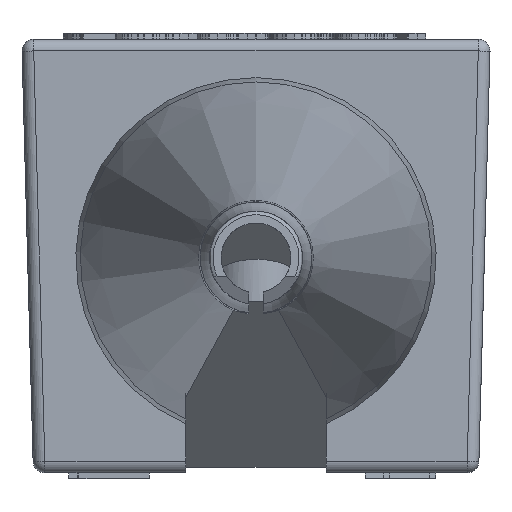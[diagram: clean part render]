
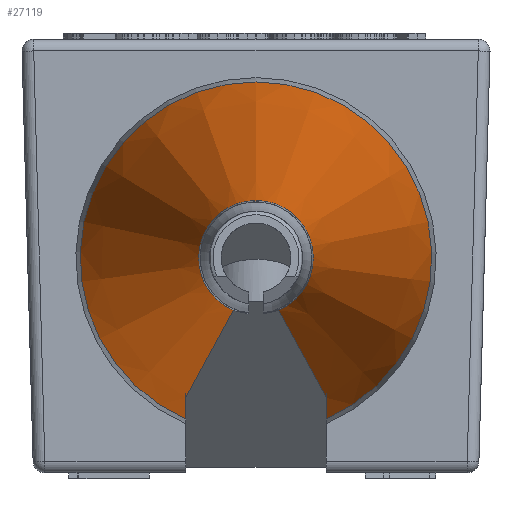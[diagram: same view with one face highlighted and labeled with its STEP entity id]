
A CAD part, front view. The second image highlights one B-rep face of the part: STEP entity #27119.
In plain terms, the highlighted conical face has half-angle 9.853 degrees and reference radius 1.99 mm.
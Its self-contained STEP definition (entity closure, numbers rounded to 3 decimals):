
#437=CARTESIAN_POINT('',(1.2,-16.111,-2.751));
#648=CARTESIAN_POINT('',(-1.2,-16.111,-2.751));
#6987=CARTESIAN_POINT('',(0.,-16.111,0.));
#6988=DIRECTION('',(0.,-1.,0.));
#6989=DIRECTION('',(0.4,0.,-0.917));
#6990=AXIS2_PLACEMENT_3D('',#6987,#6988,#6989);
#6997=CARTESIAN_POINT('',(1.2,-18.,-2.389));
#6998=CARTESIAN_POINT('',(1.2,-17.797,-2.428));
#6999=CARTESIAN_POINT('',(1.2,-17.387,-2.507));
#7000=CARTESIAN_POINT('',(1.2,-16.757,-2.628));
#7001=CARTESIAN_POINT('',(1.2,-16.328,-2.71));
#7002=CARTESIAN_POINT('',(1.2,-16.111,-2.751));
#7004=CARTESIAN_POINT('',(0.389,-27.76,-0.897));
#7005=CARTESIAN_POINT('',(0.47,-26.792,
-1.046));
#7006=CARTESIAN_POINT('',(0.637,-24.777,
-1.354));
#7007=CARTESIAN_POINT('',(0.908,-21.52,
-1.851));
#7008=CARTESIAN_POINT('',(1.1,-19.199,
-2.206));
#7009=CARTESIAN_POINT('',(1.2,-18.,-2.389));
#7011=CARTESIAN_POINT('',(-1.2,-18.,-2.389));
#7012=CARTESIAN_POINT('',(-1.102,-19.183,
-2.208));
#7013=CARTESIAN_POINT('',(-0.911,-21.483,
-1.857));
#7014=CARTESIAN_POINT('',(-0.64,-24.741,
-1.359));
#7015=CARTESIAN_POINT('',(-0.471,-26.776,
-1.048));
#7016=CARTESIAN_POINT('',(-0.389,-27.76,-0.897));
#7018=CARTESIAN_POINT('',(-1.2,-16.111,-2.751));
#7019=CARTESIAN_POINT('',(-1.2,-16.328,-2.71));
#7020=CARTESIAN_POINT('',(-1.2,-16.757,-2.628));
#7021=CARTESIAN_POINT('',(-1.2,-17.387,-2.507));
#7022=CARTESIAN_POINT('',(-1.2,-17.797,-2.428));
#7023=CARTESIAN_POINT('',(-1.2,-18.,-2.389));
#7038=CARTESIAN_POINT('',(0.,-27.76,0.));
#7039=DIRECTION('',(0.,1.,0.));
#7040=DIRECTION('',(-0.398,0.,-0.917));
#7041=AXIS2_PLACEMENT_3D('',#7038,#7039,#7040);
#14140=CARTESIAN_POINT('',(1.2,-18.,-2.389));
#14142=VERTEX_POINT('',#14140);
#14144=CARTESIAN_POINT('',(-1.2,-18.,-2.389));
#14146=VERTEX_POINT('',#14144);
#14615=VERTEX_POINT('',#7016);
#14616=VERTEX_POINT('',#7004);
#14619=VERTEX_POINT('',#648);
#14620=VERTEX_POINT('',#437);
#27105=CARTESIAN_POINT('',(0.,-21.935,0.));
#27106=DIRECTION('',(0.,1.,0.));
#27107=DIRECTION('',(0.,0.,1.));
#27108=AXIS2_PLACEMENT_3D('',#27105,#27106,#27107);
#27109=CONICAL_SURFACE('',#27108,1.99,9.853);
#27110=ORIENTED_EDGE('',*,*,#27097,.F.);
#27111=ORIENTED_EDGE('',*,*,#18752,.F.);
#27112=ORIENTED_EDGE('',*,*,#18794,.F.);
#27114=ORIENTED_EDGE('',*,*,#27113,.F.);
#27115=ORIENTED_EDGE('',*,*,#18973,.F.);
#27116=ORIENTED_EDGE('',*,*,#19019,.F.);
#27117=EDGE_LOOP('',(#27110,#27111,#27112,#27114,#27115,#27116));
#27118=FACE_OUTER_BOUND('',#27117,.F.);
#27119=ADVANCED_FACE('',(#27118),#27109,.T.);
#6991=CIRCLE('',#6990,3.001);
#7003=B_SPLINE_CURVE_WITH_KNOTS('',3,(#6997,#6998,#6999,#7000,#7001,#7002),
.UNSPECIFIED.,.F.,.F.,(4,1,1,4),(0.,0.333,0.667,1.),
.UNSPECIFIED.);
#7010=B_SPLINE_CURVE_WITH_KNOTS('',3,(#7004,#7005,#7006,#7007,#7008,#7009),
.UNSPECIFIED.,.F.,.F.,(4,1,1,4),(0.,0.333,0.667,1.),
.UNSPECIFIED.);
#7017=B_SPLINE_CURVE_WITH_KNOTS('',3,(#7011,#7012,#7013,#7014,#7015,#7016),
.UNSPECIFIED.,.F.,.F.,(4,1,1,4),(0.,0.333,0.667,1.),
.UNSPECIFIED.);
#7024=B_SPLINE_CURVE_WITH_KNOTS('',3,(#7018,#7019,#7020,#7021,#7022,#7023),
.UNSPECIFIED.,.F.,.F.,(4,1,1,4),(0.,0.333,0.667,1.),
.UNSPECIFIED.);
#7042=CIRCLE('',#7041,0.978);
#18752=EDGE_CURVE('',#14142,#14620,#7003,.T.);
#18794=EDGE_CURVE('',#14616,#14142,#7010,.T.);
#18973=EDGE_CURVE('',#14146,#14615,#7017,.T.);
#19019=EDGE_CURVE('',#14619,#14146,#7024,.T.);
#27097=EDGE_CURVE('',#14620,#14619,#6991,.T.);
#27113=EDGE_CURVE('',#14615,#14616,#7042,.T.);
